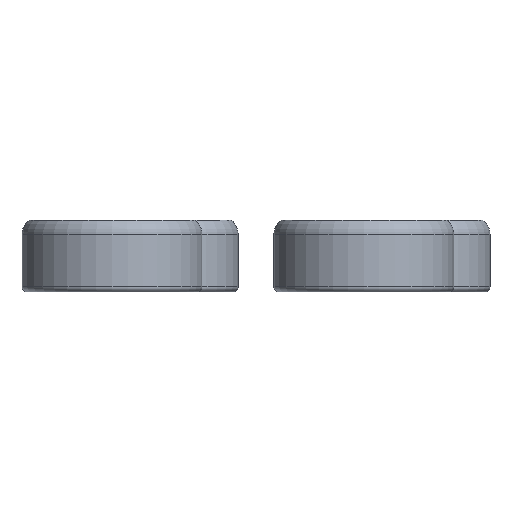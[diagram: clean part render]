
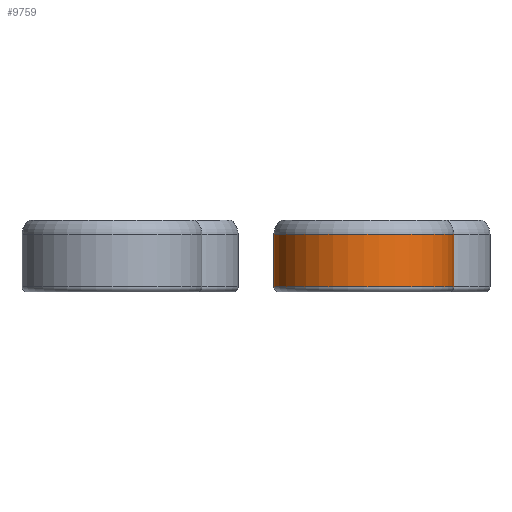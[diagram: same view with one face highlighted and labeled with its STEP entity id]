
A CAD part, front view. The second image highlights one B-rep face of the part: STEP entity #9759.
In plain terms, the highlighted cylindrical face has radius 12.5 mm (diameter 25 mm), a full revolution.
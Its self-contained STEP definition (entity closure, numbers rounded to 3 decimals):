
#317=CIRCLE('',#10392,12.5);
#319=CIRCLE('',#10395,12.5);
#320=CIRCLE('',#10396,12.5);
#1304=CYLINDRICAL_SURFACE('',#10394,12.5);
#1587=FACE_OUTER_BOUND('',#2136,.T.);
#2136=EDGE_LOOP('',(#6990,#6991,#6992,#6993,#6994));
#2686=LINE('',#15667,#3158);
#3158=VECTOR('',#11563,12.5);
#3888=VERTEX_POINT('',#15659);
#3889=VERTEX_POINT('',#15663);
#3890=VERTEX_POINT('',#15664);
#5029=EDGE_CURVE('',#3888,#3888,#317,.T.);
#5031=EDGE_CURVE('',#3889,#3890,#319,.T.);
#5032=EDGE_CURVE('',#3890,#3889,#320,.T.);
#5033=EDGE_CURVE('',#3890,#3888,#2686,.T.);
#6990=ORIENTED_EDGE('',*,*,#5031,.F.);
#6991=ORIENTED_EDGE('',*,*,#5032,.F.);
#6992=ORIENTED_EDGE('',*,*,#5033,.T.);
#6993=ORIENTED_EDGE('',*,*,#5029,.F.);
#6994=ORIENTED_EDGE('',*,*,#5033,.F.);
#9759=ADVANCED_FACE('',(#1587),#1304,.T.);
#10392=AXIS2_PLACEMENT_3D('',#15660,#11553,#11554);
#10394=AXIS2_PLACEMENT_3D('',#15662,#11557,#11558);
#10395=AXIS2_PLACEMENT_3D('',#15665,#11559,#11560);
#10396=AXIS2_PLACEMENT_3D('',#15666,#11561,#11562);
#11553=DIRECTION('center_axis',(0.,0.,-1.));
#11554=DIRECTION('ref_axis',(1.,0.,0.));
#11557=DIRECTION('center_axis',(0.,0.,1.));
#11558=DIRECTION('ref_axis',(1.,0.,0.));
#11559=DIRECTION('center_axis',(0.,0.,1.));
#11560=DIRECTION('ref_axis',(-1.,0.,0.));
#11561=DIRECTION('center_axis',(0.,0.,1.));
#11562=DIRECTION('ref_axis',(-1.,0.,0.));
#11563=DIRECTION('',(0.,0.,-1.));
#15659=CARTESIAN_POINT('',(-12.5,0.,0.7));
#15660=CARTESIAN_POINT('Origin',(0.,0.,0.7));
#15662=CARTESIAN_POINT('Origin',(0.,0.,0.));
#15663=CARTESIAN_POINT('',(12.5,0.,8.));
#15664=CARTESIAN_POINT('',(-12.5,0.,8.));
#15665=CARTESIAN_POINT('Origin',(0.,0.,8.));
#15666=CARTESIAN_POINT('Origin',(0.,0.,8.));
#15667=CARTESIAN_POINT('',(-12.5,0.,0.));
